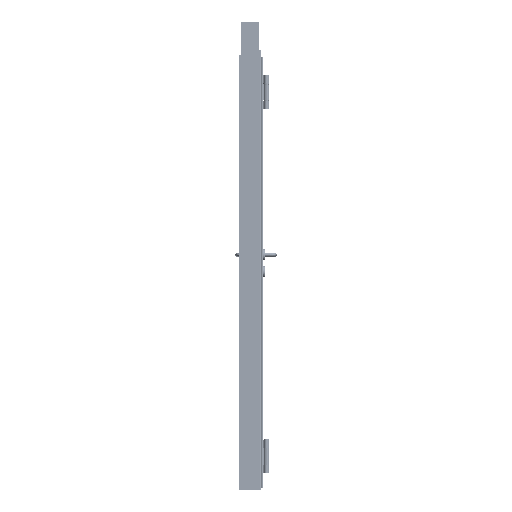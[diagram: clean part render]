
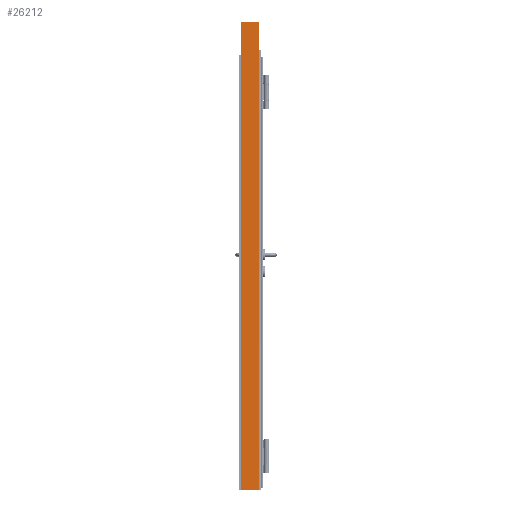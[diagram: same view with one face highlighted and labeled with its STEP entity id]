
A CAD part, left-side view. The second image highlights one B-rep face of the part: STEP entity #26212.
In plain terms, the highlighted planar face has unit normal (-1, 0, 0).
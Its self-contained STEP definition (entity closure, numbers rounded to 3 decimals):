
#26212=ADVANCED_FACE('',(#44427),#37887,.T.);
#37887=PLANE('',#216968);
#44427=FACE_OUTER_BOUND('',#53597,.T.);
#53597=EDGE_LOOP('',(#69458,#69459,#69460,#69461));
#69458=ORIENTED_EDGE('',*,*,#148492,.T.);
#69459=ORIENTED_EDGE('',*,*,#148491,.T.);
#69460=ORIENTED_EDGE('',*,*,#148493,.F.);
#69461=ORIENTED_EDGE('',*,*,#148471,.T.);
#128150=VERTEX_POINT('',#289360);
#128152=VERTEX_POINT('',#289363);
#128164=VERTEX_POINT('',#289399);
#128165=VERTEX_POINT('',#289401);
#148471=EDGE_CURVE('',#128152,#128150,#177831,.T.);
#148491=EDGE_CURVE('',#128164,#128165,#177851,.T.);
#148492=EDGE_CURVE('',#128150,#128164,#177852,.T.);
#148493=EDGE_CURVE('',#128152,#128165,#177853,.T.);
#177831=LINE('',#289362,#197051);
#177851=LINE('',#289402,#197071);
#177852=LINE('',#289404,#197072);
#177853=LINE('',#289405,#197073);
#197051=VECTOR('',#234459,1.);
#197071=VECTOR('',#234491,1.);
#197072=VECTOR('',#234494,1.);
#197073=VECTOR('',#234495,1.);
#216968=AXIS2_PLACEMENT_3D('',#289406,#234496,#234497);
#234459=DIRECTION('',(0.,-1.,0.));
#234491=DIRECTION('',(0.,1.,0.));
#234494=DIRECTION('',(0.,0.,1.));
#234495=DIRECTION('',(0.,0.,1.));
#234496=DIRECTION('',(-1.,0.,0.));
#234497=DIRECTION('',(0.,0.,1.));
#289360=CARTESIAN_POINT('',(-522.5,-46.,-8.));
#289362=CARTESIAN_POINT('',(-522.5,40.,-8.));
#289363=CARTESIAN_POINT('',(-522.5,40.,-8.));
#289399=CARTESIAN_POINT('',(-522.5,-46.,2207.));
#289401=CARTESIAN_POINT('',(-522.5,40.,2207.));
#289402=CARTESIAN_POINT('',(-522.5,40.,2207.));
#289404=CARTESIAN_POINT('',(-522.5,-46.,2207.));
#289405=CARTESIAN_POINT('',(-522.5,40.,2207.));
#289406=CARTESIAN_POINT('',(-522.5,40.,2207.));
